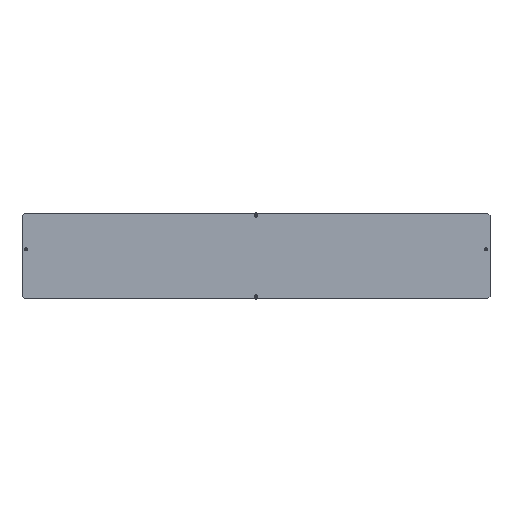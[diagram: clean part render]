
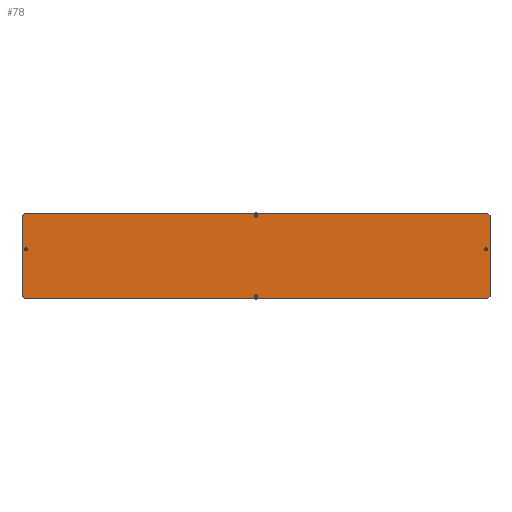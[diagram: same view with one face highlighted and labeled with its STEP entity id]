
A CAD part, top view. The second image highlights one B-rep face of the part: STEP entity #78.
In plain terms, the highlighted planar face has unit normal (0, 0, 1).
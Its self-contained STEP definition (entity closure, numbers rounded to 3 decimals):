
#7 = EDGE_LOOP ( 'NONE', ( #1556, #1223 ) ) ;
#9 = EDGE_LOOP ( 'NONE', ( #1783, #886 ) ) ;
#25 = DIRECTION ( 'NONE',  ( 0., 0., -1. ) ) ;
#55 = CARTESIAN_POINT ( 'NONE',  ( -344., 10., 4. ) ) ;
#57 = FACE_OUTER_BOUND ( 'NONE', #1145, .T. ) ;
#59 = VECTOR ( 'NONE', #391, 1000. ) ;
#60 = CIRCLE ( 'NONE', #832, 2.25 ) ;
#64 = VERTEX_POINT ( 'NONE', #1762 ) ;
#78 = ADVANCED_FACE ( 'NONE', ( #519, #940, #764, #803, #57 ), #654, .F. ) ;
#118 = DIRECTION ( 'NONE',  ( 0., 1., 0. ) ) ;
#127 = AXIS2_PLACEMENT_3D ( 'NONE', #650, #493, #1758 ) ;
#135 = EDGE_CURVE ( 'NONE', #1335, #1800, #371, .T. ) ;
#137 = CARTESIAN_POINT ( 'NONE',  ( -341.75, 10., 4. ) ) ;
#144 = CARTESIAN_POINT ( 'NONE',  ( 2.25, -60., 4. ) ) ;
#152 = CARTESIAN_POINT ( 'NONE',  ( -350., 64., 4. ) ) ;
#156 = CARTESIAN_POINT ( 'NONE',  ( 347., 64., 4. ) ) ;
#160 = VERTEX_POINT ( 'NONE', #238 ) ;
#208 = VERTEX_POINT ( 'NONE', #738 ) ;
#238 = CARTESIAN_POINT ( 'NONE',  ( 2.25, 60., 4. ) ) ;
#249 = CARTESIAN_POINT ( 'NONE',  ( -350., -64., 4. ) ) ;
#265 = VERTEX_POINT ( 'NONE', #137 ) ;
#276 = VECTOR ( 'NONE', #448, 1000. ) ;
#279 = EDGE_CURVE ( 'NONE', #614, #1084, #420, .T. ) ;
#334 = CARTESIAN_POINT ( 'NONE',  ( -350., 61., 4. ) ) ;
#371 = CIRCLE ( 'NONE', #554, 2.25 ) ;
#380 = VECTOR ( 'NONE', #470, 1000. ) ;
#391 = DIRECTION ( 'NONE',  ( 0.707, 0.707, 0. ) ) ;
#397 = CARTESIAN_POINT ( 'NONE',  ( 350., 61., 4. ) ) ;
#405 = CIRCLE ( 'NONE', #127, 2.25 ) ;
#410 = EDGE_CURVE ( 'NONE', #871, #160, #1399, .T. ) ;
#419 = LINE ( 'NONE', #152, #745 ) ;
#420 = LINE ( 'NONE', #156, #276 ) ;
#430 = VERTEX_POINT ( 'NONE', #1610 ) ;
#445 = ORIENTED_EDGE ( 'NONE', *, *, #1453, .T. ) ;
#448 = DIRECTION ( 'NONE',  ( -0.707, 0.707, 0. ) ) ;
#460 = EDGE_CURVE ( 'NONE', #873, #430, #1768, .T. ) ;
#465 = DIRECTION ( 'NONE',  ( 1., 0., 0. ) ) ;
#467 = CIRCLE ( 'NONE', #1009, 2.25 ) ;
#470 = DIRECTION ( 'NONE',  ( 1., 0., 0. ) ) ;
#486 = DIRECTION ( 'NONE',  ( -0.707, -0.707, 0. ) ) ;
#493 = DIRECTION ( 'NONE',  ( 0., 0., 1. ) ) ;
#508 = LINE ( 'NONE', #1769, #692 ) ;
#510 = EDGE_CURVE ( 'NONE', #1727, #64, #817, .T. ) ;
#519 = FACE_BOUND ( 'NONE', #918, .T. ) ;
#523 = CARTESIAN_POINT ( 'NONE',  ( 344., 10., 4. ) ) ;
#535 = AXIS2_PLACEMENT_3D ( 'NONE', #55, #1369, #1056 ) ;
#537 = DIRECTION ( 'NONE',  ( 1., 0., 0. ) ) ;
#549 = EDGE_CURVE ( 'NONE', #1800, #1335, #1688, .T. ) ;
#554 = AXIS2_PLACEMENT_3D ( 'NONE', #1247, #1551, #537 ) ;
#602 = DIRECTION ( 'NONE',  ( -1., 0., 0. ) ) ;
#609 = ORIENTED_EDGE ( 'NONE', *, *, #744, .T. ) ;
#614 = VERTEX_POINT ( 'NONE', #397 ) ;
#626 = DIRECTION ( 'NONE',  ( 0., 0., 1. ) ) ;
#637 = ORIENTED_EDGE ( 'NONE', *, *, #279, .T. ) ;
#650 = CARTESIAN_POINT ( 'NONE',  ( 0., -60., 4. ) ) ;
#652 = CARTESIAN_POINT ( 'NONE',  ( 0., 60., 4. ) ) ;
#654 = PLANE ( 'NONE',  #1714 ) ;
#666 = VERTEX_POINT ( 'NONE', #144 ) ;
#692 = VECTOR ( 'NONE', #486, 1000. ) ;
#704 = EDGE_CURVE ( 'NONE', #265, #1524, #60, .T. ) ;
#727 = ORIENTED_EDGE ( 'NONE', *, *, #510, .T. ) ;
#738 = CARTESIAN_POINT ( 'NONE',  ( -347., -64., 4. ) ) ;
#744 = EDGE_CURVE ( 'NONE', #1084, #1737, #419, .T. ) ;
#745 = VECTOR ( 'NONE', #602, 1000. ) ;
#757 = CARTESIAN_POINT ( 'NONE',  ( -347., 64., 4. ) ) ;
#764 = FACE_BOUND ( 'NONE', #9, .T. ) ;
#769 = CARTESIAN_POINT ( 'NONE',  ( -2.25, 60., 4. ) ) ;
#782 = ORIENTED_EDGE ( 'NONE', *, *, #460, .T. ) ;
#796 = VERTEX_POINT ( 'NONE', #999 ) ;
#803 = FACE_BOUND ( 'NONE', #1422, .T. ) ;
#810 = DIRECTION ( 'NONE',  ( 0., 0., 1. ) ) ;
#817 = LINE ( 'NONE', #1653, #59 ) ;
#832 = AXIS2_PLACEMENT_3D ( 'NONE', #1854, #1729, #1585 ) ;
#859 = CARTESIAN_POINT ( 'NONE',  ( -346.25, 10., 4. ) ) ;
#863 = CARTESIAN_POINT ( 'NONE',  ( 347., 64., 4. ) ) ;
#871 = VERTEX_POINT ( 'NONE', #769 ) ;
#873 = VERTEX_POINT ( 'NONE', #334 ) ;
#886 = ORIENTED_EDGE ( 'NONE', *, *, #1139, .F. ) ;
#888 = AXIS2_PLACEMENT_3D ( 'NONE', #523, #810, #1802 ) ;
#918 = EDGE_LOOP ( 'NONE', ( #934, #1492 ) ) ;
#934 = ORIENTED_EDGE ( 'NONE', *, *, #704, .F. ) ;
#939 = EDGE_CURVE ( 'NONE', #666, #796, #405, .T. ) ;
#940 = FACE_BOUND ( 'NONE', #7, .T. ) ;
#949 = AXIS2_PLACEMENT_3D ( 'NONE', #1864, #626, #1581 ) ;
#977 = VECTOR ( 'NONE', #118, 1000. ) ;
#999 = CARTESIAN_POINT ( 'NONE',  ( -2.25, -60., 4. ) ) ;
#1009 = AXIS2_PLACEMENT_3D ( 'NONE', #1850, #1281, #1433 ) ;
#1014 = CARTESIAN_POINT ( 'NONE',  ( 347., -64., 4. ) ) ;
#1050 = DIRECTION ( 'NONE',  ( -1., 0., 0. ) ) ;
#1056 = DIRECTION ( 'NONE',  ( 1., 0., 0. ) ) ;
#1072 = CIRCLE ( 'NONE', #535, 2.25 ) ;
#1084 = VERTEX_POINT ( 'NONE', #863 ) ;
#1087 = DIRECTION ( 'NONE',  ( 0., -1., 0. ) ) ;
#1115 = EDGE_CURVE ( 'NONE', #160, #871, #467, .T. ) ;
#1139 = EDGE_CURVE ( 'NONE', #796, #666, #1755, .T. ) ;
#1143 = ORIENTED_EDGE ( 'NONE', *, *, #1736, .T. ) ;
#1145 = EDGE_LOOP ( 'NONE', ( #1171, #727, #445, #637, #609, #1535, #782, #1143 ) ) ;
#1171 = ORIENTED_EDGE ( 'NONE', *, *, #1219, .T. ) ;
#1219 = EDGE_CURVE ( 'NONE', #208, #1727, #1589, .T. ) ;
#1222 = AXIS2_PLACEMENT_3D ( 'NONE', #652, #1749, #465 ) ;
#1223 = ORIENTED_EDGE ( 'NONE', *, *, #549, .F. ) ;
#1231 = CARTESIAN_POINT ( 'NONE',  ( -350., 64., 4. ) ) ;
#1247 = CARTESIAN_POINT ( 'NONE',  ( 344., 10., 4. ) ) ;
#1248 = LINE ( 'NONE', #1430, #977 ) ;
#1266 = ORIENTED_EDGE ( 'NONE', *, *, #410, .F. ) ;
#1281 = DIRECTION ( 'NONE',  ( 0., 0., 1. ) ) ;
#1305 = VECTOR ( 'NONE', #1087, 1000. ) ;
#1335 = VERTEX_POINT ( 'NONE', #1505 ) ;
#1369 = DIRECTION ( 'NONE',  ( 0., 0., 1. ) ) ;
#1399 = CIRCLE ( 'NONE', #1222, 2.25 ) ;
#1422 = EDGE_LOOP ( 'NONE', ( #1792, #1266 ) ) ;
#1430 = CARTESIAN_POINT ( 'NONE',  ( 350., -64., 4. ) ) ;
#1433 = DIRECTION ( 'NONE',  ( 1., 0., 0. ) ) ;
#1434 = VECTOR ( 'NONE', #1456, 1000. ) ;
#1453 = EDGE_CURVE ( 'NONE', #64, #614, #1248, .T. ) ;
#1456 = DIRECTION ( 'NONE',  ( 0.707, -0.707, 0. ) ) ;
#1492 = ORIENTED_EDGE ( 'NONE', *, *, #1852, .F. ) ;
#1505 = CARTESIAN_POINT ( 'NONE',  ( 346.25, 10., 4. ) ) ;
#1524 = VERTEX_POINT ( 'NONE', #859 ) ;
#1535 = ORIENTED_EDGE ( 'NONE', *, *, #1780, .T. ) ;
#1551 = DIRECTION ( 'NONE',  ( 0., 0., 1. ) ) ;
#1556 = ORIENTED_EDGE ( 'NONE', *, *, #135, .F. ) ;
#1581 = DIRECTION ( 'NONE',  ( 1., 0., 0. ) ) ;
#1585 = DIRECTION ( 'NONE',  ( 1., 0., 0. ) ) ;
#1587 = CARTESIAN_POINT ( 'NONE',  ( -347., -64., 4. ) ) ;
#1589 = LINE ( 'NONE', #1613, #380 ) ;
#1610 = CARTESIAN_POINT ( 'NONE',  ( -350., -61., 4. ) ) ;
#1613 = CARTESIAN_POINT ( 'NONE',  ( -350., -64., 4. ) ) ;
#1653 = CARTESIAN_POINT ( 'NONE',  ( 350., -61., 4. ) ) ;
#1688 = CIRCLE ( 'NONE', #888, 2.25 ) ;
#1714 = AXIS2_PLACEMENT_3D ( 'NONE', #1231, #25, #1050 ) ;
#1727 = VERTEX_POINT ( 'NONE', #1014 ) ;
#1729 = DIRECTION ( 'NONE',  ( 0., 0., 1. ) ) ;
#1736 = EDGE_CURVE ( 'NONE', #430, #208, #1750, .T. ) ;
#1737 = VERTEX_POINT ( 'NONE', #757 ) ;
#1749 = DIRECTION ( 'NONE',  ( 0., 0., 1. ) ) ;
#1750 = LINE ( 'NONE', #1587, #1434 ) ;
#1755 = CIRCLE ( 'NONE', #949, 2.25 ) ;
#1758 = DIRECTION ( 'NONE',  ( 1., 0., 0. ) ) ;
#1762 = CARTESIAN_POINT ( 'NONE',  ( 350., -61., 4. ) ) ;
#1768 = LINE ( 'NONE', #249, #1305 ) ;
#1769 = CARTESIAN_POINT ( 'NONE',  ( -350., 61., 4. ) ) ;
#1776 = CARTESIAN_POINT ( 'NONE',  ( 341.75, 10., 4. ) ) ;
#1780 = EDGE_CURVE ( 'NONE', #1737, #873, #508, .T. ) ;
#1783 = ORIENTED_EDGE ( 'NONE', *, *, #939, .F. ) ;
#1792 = ORIENTED_EDGE ( 'NONE', *, *, #1115, .F. ) ;
#1800 = VERTEX_POINT ( 'NONE', #1776 ) ;
#1802 = DIRECTION ( 'NONE',  ( 1., 0., 0. ) ) ;
#1850 = CARTESIAN_POINT ( 'NONE',  ( 0., 60., 4. ) ) ;
#1852 = EDGE_CURVE ( 'NONE', #1524, #265, #1072, .T. ) ;
#1854 = CARTESIAN_POINT ( 'NONE',  ( -344., 10., 4. ) ) ;
#1864 = CARTESIAN_POINT ( 'NONE',  ( 0., -60., 4. ) ) ;
